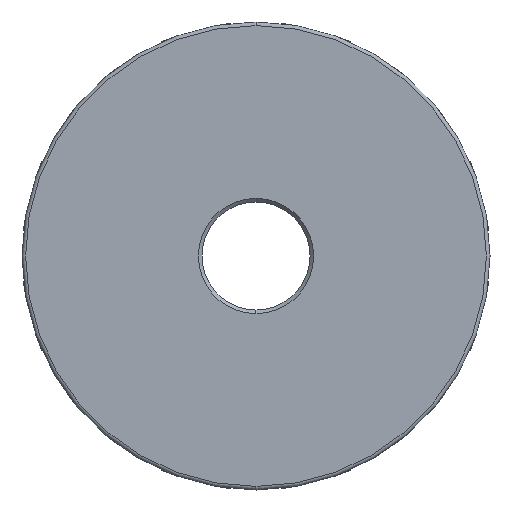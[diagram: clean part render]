
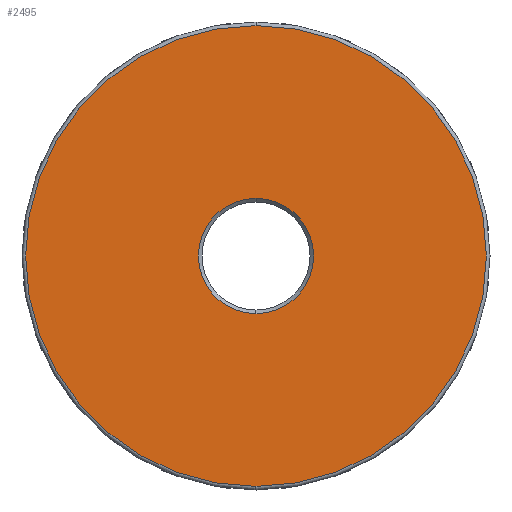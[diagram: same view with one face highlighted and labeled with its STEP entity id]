
A CAD part, left-side view. The second image highlights one B-rep face of the part: STEP entity #2495.
In plain terms, the highlighted planar face has unit normal (-1, 0, 0).
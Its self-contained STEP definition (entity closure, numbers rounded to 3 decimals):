
#25 = DIRECTION ( 'NONE',  ( 0., 0., 1. ) ) ;
#200 = EDGE_LOOP ( 'NONE', ( #3305, #7342 ) ) ;
#588 = VERTEX_POINT ( 'NONE', #2747 ) ;
#763 = CARTESIAN_POINT ( 'NONE',  ( -6., 0., 0. ) ) ;
#1262 = AXIS2_PLACEMENT_3D ( 'NONE', #3489, #2304, #5315 ) ;
#1865 = CARTESIAN_POINT ( 'NONE',  ( -6., 0., 0. ) ) ;
#2056 = DIRECTION ( 'NONE',  ( 0., 0., 1. ) ) ;
#2210 = CARTESIAN_POINT ( 'NONE',  ( -6., 0., 6.4 ) ) ;
#2249 = DIRECTION ( 'NONE',  ( -1., 0., 0. ) ) ;
#2304 = DIRECTION ( 'NONE',  ( -1., 0., 0. ) ) ;
#2328 = PLANE ( 'NONE',  #4985 ) ;
#2491 = DIRECTION ( 'NONE',  ( 1., 0., 0. ) ) ;
#2495 = ADVANCED_FACE ( 'NONE', ( #3202, #2636 ), #2328, .T. ) ;
#2636 = FACE_BOUND ( 'NONE', #7607, .T. ) ;
#2719 = AXIS2_PLACEMENT_3D ( 'NONE', #763, #4976, #2056 ) ;
#2747 = CARTESIAN_POINT ( 'NONE',  ( -6., 0., -1.6 ) ) ;
#2932 = ORIENTED_EDGE ( 'NONE', *, *, #3474, .T. ) ;
#2989 = AXIS2_PLACEMENT_3D ( 'NONE', #7730, #4102, #3525 ) ;
#3097 = VERTEX_POINT ( 'NONE', #3589 ) ;
#3202 = FACE_OUTER_BOUND ( 'NONE', #200, .T. ) ;
#3305 = ORIENTED_EDGE ( 'NONE', *, *, #5547, .T. ) ;
#3474 = EDGE_CURVE ( 'NONE', #588, #3097, #7055, .T. ) ;
#3489 = CARTESIAN_POINT ( 'NONE',  ( -6., 0., 0. ) ) ;
#3525 = DIRECTION ( 'NONE',  ( 0., 0., 1. ) ) ;
#3552 = CIRCLE ( 'NONE', #4995, 1.6 ) ;
#3589 = CARTESIAN_POINT ( 'NONE',  ( -6., 0., 1.6 ) ) ;
#3591 = VERTEX_POINT ( 'NONE', #5971 ) ;
#4102 = DIRECTION ( 'NONE',  ( -1., 0., 0. ) ) ;
#4107 = CARTESIAN_POINT ( 'NONE',  ( -6., 0., 0. ) ) ;
#4151 = ORIENTED_EDGE ( 'NONE', *, *, #4181, .T. ) ;
#4181 = EDGE_CURVE ( 'NONE', #3097, #588, #3552, .T. ) ;
#4976 = DIRECTION ( 'NONE',  ( 1., 0., 0. ) ) ;
#4985 = AXIS2_PLACEMENT_3D ( 'NONE', #4107, #2249, #6551 ) ;
#4995 = AXIS2_PLACEMENT_3D ( 'NONE', #1865, #2491, #25 ) ;
#5315 = DIRECTION ( 'NONE',  ( 0., 0., 1. ) ) ;
#5547 = EDGE_CURVE ( 'NONE', #6845, #3591, #5714, .T. ) ;
#5714 = CIRCLE ( 'NONE', #1262, 6.4 ) ;
#5971 = CARTESIAN_POINT ( 'NONE',  ( -6., 0., -6.4 ) ) ;
#6551 = DIRECTION ( 'NONE',  ( 0., 0., 1. ) ) ;
#6664 = CIRCLE ( 'NONE', #2989, 6.4 ) ;
#6845 = VERTEX_POINT ( 'NONE', #2210 ) ;
#7055 = CIRCLE ( 'NONE', #2719, 1.6 ) ;
#7263 = EDGE_CURVE ( 'NONE', #3591, #6845, #6664, .T. ) ;
#7342 = ORIENTED_EDGE ( 'NONE', *, *, #7263, .T. ) ;
#7607 = EDGE_LOOP ( 'NONE', ( #4151, #2932 ) ) ;
#7730 = CARTESIAN_POINT ( 'NONE',  ( -6., 0., 0. ) ) ;
